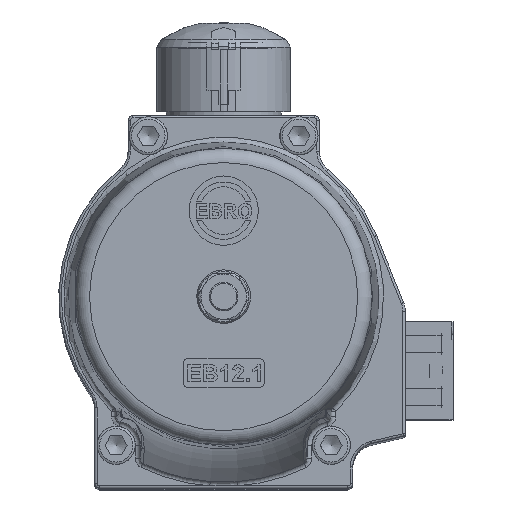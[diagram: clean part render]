
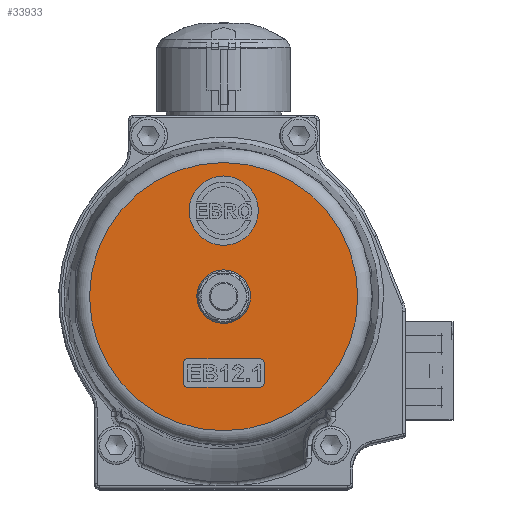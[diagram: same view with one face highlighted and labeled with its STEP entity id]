
A CAD part, top view. The second image highlights one B-rep face of the part: STEP entity #33933.
In plain terms, the highlighted planar face has unit normal (0, 0, 1).
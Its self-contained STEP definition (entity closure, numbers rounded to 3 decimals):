
#1673=LINE('',#57265,#4164);
#1674=LINE('',#57269,#4165);
#1675=LINE('',#57273,#4166);
#1676=LINE('',#57277,#4167);
#4164=VECTOR('',#43075,10.);
#4165=VECTOR('',#43078,10.);
#4166=VECTOR('',#43081,10.);
#4167=VECTOR('',#43084,10.);
#6850=PLANE('',#36662);
#7495=FACE_BOUND('',#10972,.T.);
#7496=FACE_BOUND('',#10973,.T.);
#7497=FACE_BOUND('',#10974,.T.);
#8749=FACE_OUTER_BOUND('',#10971,.T.);
#10971=EDGE_LOOP('',(#26264));
#10972=EDGE_LOOP('',(#26265));
#10973=EDGE_LOOP('',(#26266,#26267,#26268,#26269,#26270,#26271,#26272,#26273));
#10974=EDGE_LOOP('',(#26274));
#12856=CIRCLE('',#36616,10.2);
#12876=CIRCLE('',#36663,56.132);
#12877=CIRCLE('',#36664,14.5);
#12878=CIRCLE('',#36665,2.);
#12879=CIRCLE('',#36666,2.);
#12880=CIRCLE('',#36667,2.);
#12881=CIRCLE('',#36668,2.);
#15270=VERTEX_POINT('',#57132);
#15296=VERTEX_POINT('',#57259);
#15297=VERTEX_POINT('',#57261);
#15298=VERTEX_POINT('',#57263);
#15299=VERTEX_POINT('',#57264);
#15300=VERTEX_POINT('',#57266);
#15301=VERTEX_POINT('',#57268);
#15302=VERTEX_POINT('',#57270);
#15303=VERTEX_POINT('',#57272);
#15304=VERTEX_POINT('',#57274);
#15305=VERTEX_POINT('',#57276);
#19132=EDGE_CURVE('',#15270,#15270,#12856,.T.);
#19182=EDGE_CURVE('',#15296,#15296,#12876,.T.);
#19183=EDGE_CURVE('',#15297,#15297,#12877,.T.);
#19184=EDGE_CURVE('',#15298,#15299,#1673,.T.);
#19185=EDGE_CURVE('',#15299,#15300,#12878,.T.);
#19186=EDGE_CURVE('',#15300,#15301,#1674,.T.);
#19187=EDGE_CURVE('',#15301,#15302,#12879,.T.);
#19188=EDGE_CURVE('',#15302,#15303,#1675,.T.);
#19189=EDGE_CURVE('',#15303,#15304,#12880,.T.);
#19190=EDGE_CURVE('',#15304,#15305,#1676,.T.);
#19191=EDGE_CURVE('',#15305,#15298,#12881,.T.);
#26264=ORIENTED_EDGE('',*,*,#19182,.F.);
#26265=ORIENTED_EDGE('',*,*,#19183,.T.);
#26266=ORIENTED_EDGE('',*,*,#19184,.T.);
#26267=ORIENTED_EDGE('',*,*,#19185,.T.);
#26268=ORIENTED_EDGE('',*,*,#19186,.T.);
#26269=ORIENTED_EDGE('',*,*,#19187,.T.);
#26270=ORIENTED_EDGE('',*,*,#19188,.T.);
#26271=ORIENTED_EDGE('',*,*,#19189,.T.);
#26272=ORIENTED_EDGE('',*,*,#19190,.T.);
#26273=ORIENTED_EDGE('',*,*,#19191,.T.);
#26274=ORIENTED_EDGE('',*,*,#19132,.T.);
#33933=ADVANCED_FACE('',(#8749,#7495,#7496,#7497),#6850,.T.);
#36616=AXIS2_PLACEMENT_3D('',#57133,#42959,#42960);
#36662=AXIS2_PLACEMENT_3D('',#57258,#43069,#43070);
#36663=AXIS2_PLACEMENT_3D('',#57260,#43071,#43072);
#36664=AXIS2_PLACEMENT_3D('',#57262,#43073,#43074);
#36665=AXIS2_PLACEMENT_3D('',#57267,#43076,#43077);
#36666=AXIS2_PLACEMENT_3D('',#57271,#43079,#43080);
#36667=AXIS2_PLACEMENT_3D('',#57275,#43082,#43083);
#36668=AXIS2_PLACEMENT_3D('',#57278,#43085,#43086);
#42959=DIRECTION('center_axis',(0.,0.,
-1.));
#42960=DIRECTION('ref_axis',(-1.,0.,0.));
#43069=DIRECTION('center_axis',(0.,0.,
1.));
#43070=DIRECTION('ref_axis',(1.,0.,0.));
#43071=DIRECTION('center_axis',(0.,0.,
-1.));
#43072=DIRECTION('ref_axis',(0.,-1.,0.));
#43073=DIRECTION('center_axis',(0.,0.,
-1.));
#43074=DIRECTION('ref_axis',(-1.,0.,0.));
#43075=DIRECTION('',(0.,1.,0.));
#43076=DIRECTION('center_axis',(0.,0.,
-1.));
#43077=DIRECTION('ref_axis',(0.,-1.,0.));
#43078=DIRECTION('',(1.,0.,0.));
#43079=DIRECTION('center_axis',(0.,0.,
-1.));
#43080=DIRECTION('ref_axis',(-1.,0.,0.));
#43081=DIRECTION('',(0.,-1.,0.));
#43082=DIRECTION('center_axis',(0.,0.,
-1.));
#43083=DIRECTION('ref_axis',(0.,1.,0.));
#43084=DIRECTION('',(-1.,0.,0.));
#43085=DIRECTION('center_axis',(0.,0.,
-1.));
#43086=DIRECTION('ref_axis',(1.,0.,0.));
#57132=CARTESIAN_POINT('',(10.2,0.,330.5));
#57133=CARTESIAN_POINT('Origin',(0.,0.,
330.5));
#57258=CARTESIAN_POINT('Origin',(0.,31.,330.5));
#57259=CARTESIAN_POINT('',(0.,56.132,330.5));
#57260=CARTESIAN_POINT('Origin',(0.,0.,
330.5));
#57261=CARTESIAN_POINT('',(14.5,36.,330.5));
#57262=CARTESIAN_POINT('Origin',(0.,36.,330.5));
#57263=CARTESIAN_POINT('',(-17.,-36.,330.5));
#57264=CARTESIAN_POINT('',(-17.,-28.,330.5));
#57265=CARTESIAN_POINT('',(-17.,1.5,330.5));
#57266=CARTESIAN_POINT('',(-15.,-26.,330.5));
#57267=CARTESIAN_POINT('Origin',(-15.,-28.,330.5));
#57268=CARTESIAN_POINT('',(15.,-26.,330.5));
#57269=CARTESIAN_POINT('',(7.5,-26.,330.5));
#57270=CARTESIAN_POINT('',(17.,-28.,330.5));
#57271=CARTESIAN_POINT('Origin',(15.,-28.,330.5));
#57272=CARTESIAN_POINT('',(17.,-36.,330.5));
#57273=CARTESIAN_POINT('',(17.,-2.5,330.5));
#57274=CARTESIAN_POINT('',(15.,-38.,330.5));
#57275=CARTESIAN_POINT('Origin',(15.,-36.,330.5));
#57276=CARTESIAN_POINT('',(-15.,-38.,330.5));
#57277=CARTESIAN_POINT('',(-7.5,-38.,330.5));
#57278=CARTESIAN_POINT('Origin',(-15.,-36.,330.5));
